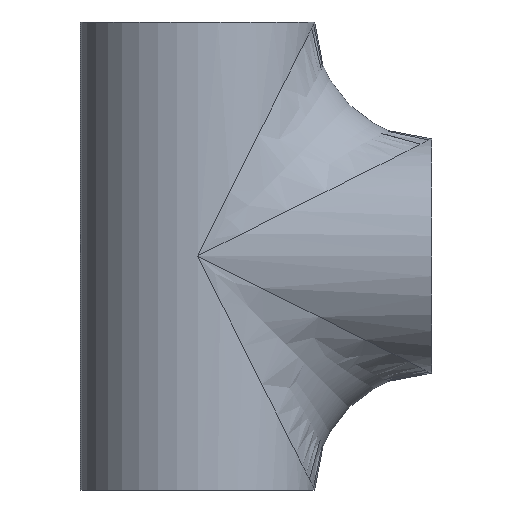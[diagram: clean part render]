
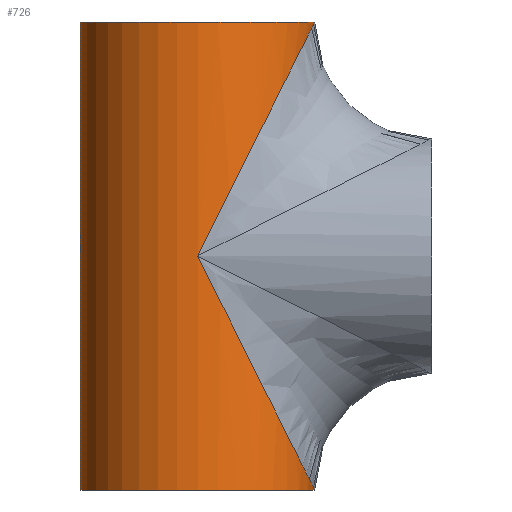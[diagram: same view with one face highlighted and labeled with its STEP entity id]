
A CAD part, front view. The second image highlights one B-rep face of the part: STEP entity #726.
In plain terms, the highlighted cylindrical face has radius 38.05 mm (diameter 76.1 mm), a partial arc.
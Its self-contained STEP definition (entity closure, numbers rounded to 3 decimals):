
#18 = CARTESIAN_POINT ( 'NONE',  ( 38.05, 0., 76. ) ) ;
#22 = AXIS2_PLACEMENT_3D ( 'NONE', #234, #946, #1046 ) ;
#46 = VERTEX_POINT ( 'NONE', #891 ) ;
#69 = CYLINDRICAL_SURFACE ( 'NONE', #622, 38.05 ) ;
#102 = CARTESIAN_POINT ( 'NONE',  ( 0., -38.05, 0. ) ) ;
#107 = ORIENTED_EDGE ( 'NONE', *, *, #1143, .F. ) ;
#123 = ORIENTED_EDGE ( 'NONE', *, *, #409, .T. ) ;
#139 = ORIENTED_EDGE ( 'NONE', *, *, #1112, .T. ) ;
#161 = CARTESIAN_POINT ( 'NONE',  ( 38.05, -22.289, -76. ) ) ;
#234 = CARTESIAN_POINT ( 'NONE',  ( 0., 0., 76. ) ) ;
#276 =( BOUNDED_CURVE ( )  B_SPLINE_CURVE ( 3, ( #102, #1148, #347, #699 ),
 .UNSPECIFIED., .F., .F. ) 
 B_SPLINE_CURVE_WITH_KNOTS ( ( 4, 4 ),
 ( 1.571, 3.142 ),
 .UNSPECIFIED. ) 
 CURVE ( )  GEOMETRIC_REPRESENTATION_ITEM ( )  RATIONAL_B_SPLINE_CURVE ( ( 1., 0.805, 0.805, 1. ) ) 
 REPRESENTATION_ITEM ( '' )  );
#295 = VERTEX_POINT ( 'NONE', #1073 ) ;
#347 = CARTESIAN_POINT ( 'NONE',  ( 38.05, -22.289, 76. ) ) ;
#375 = VERTEX_POINT ( 'NONE', #1165 ) ;
#401 = EDGE_CURVE ( 'NONE', #935, #295, #790, .T. ) ;
#406 = LINE ( 'NONE', #1036, #1095 ) ;
#409 = EDGE_CURVE ( 'NONE', #375, #481, #276, .T. ) ;
#415 = CARTESIAN_POINT ( 'NONE',  ( 22.289, -38.05, -44.52 ) ) ;
#421 = CARTESIAN_POINT ( 'NONE',  ( 0., 0., 76. ) ) ;
#476 = EDGE_LOOP ( 'NONE', ( #107, #139, #909, #670, #123 ) ) ;
#481 = VERTEX_POINT ( 'NONE', #18 ) ;
#525 = CIRCLE ( 'NONE', #22, 38.05 ) ;
#549 = CARTESIAN_POINT ( 'NONE',  ( 0., 0., -76. ) ) ;
#604 = EDGE_CURVE ( 'NONE', #295, #375, #1000, .T. ) ;
#609 = CARTESIAN_POINT ( 'NONE',  ( 0., -38.05, 0. ) ) ;
#622 = AXIS2_PLACEMENT_3D ( 'NONE', #421, #1139, #689 ) ;
#670 = ORIENTED_EDGE ( 'NONE', *, *, #604, .T. ) ;
#689 = DIRECTION ( 'NONE',  ( -1., 0., 0. ) ) ;
#699 = CARTESIAN_POINT ( 'NONE',  ( 38.05, 0., 76. ) ) ;
#717 = DIRECTION ( 'NONE',  ( 0., 0., 1. ) ) ;
#726 = ADVANCED_FACE ( 'NONE', ( #879 ), #69, .T. ) ;
#790 = CIRCLE ( 'NONE', #930, 38.05 ) ;
#862 = DIRECTION ( 'NONE',  ( 0., 0., -1. ) ) ;
#866 = CARTESIAN_POINT ( 'NONE',  ( 38.05, 0., -76. ) ) ;
#879 = FACE_OUTER_BOUND ( 'NONE', #476, .T. ) ;
#891 = CARTESIAN_POINT ( 'NONE',  ( -38.05, 0., 76. ) ) ;
#895 = CARTESIAN_POINT ( 'NONE',  ( -38.05, 0., -76. ) ) ;
#909 = ORIENTED_EDGE ( 'NONE', *, *, #401, .T. ) ;
#930 = AXIS2_PLACEMENT_3D ( 'NONE', #549, #717, #1085 ) ;
#935 = VERTEX_POINT ( 'NONE', #895 ) ;
#946 = DIRECTION ( 'NONE',  ( 0., 0., 1. ) ) ;
#1000 =( BOUNDED_CURVE ( )  B_SPLINE_CURVE ( 3, ( #866, #161, #415, #609 ),
 .UNSPECIFIED., .F., .T. ) 
 B_SPLINE_CURVE_WITH_KNOTS ( ( 4, 4 ),
 ( 3.142, 4.712 ),
 .UNSPECIFIED. ) 
 CURVE ( )  GEOMETRIC_REPRESENTATION_ITEM ( )  RATIONAL_B_SPLINE_CURVE ( ( 1., 0.805, 0.805, 1. ) ) 
 REPRESENTATION_ITEM ( '' )  );
#1036 = CARTESIAN_POINT ( 'NONE',  ( -38.05, 0., 76. ) ) ;
#1046 = DIRECTION ( 'NONE',  ( 1., 0., 0. ) ) ;
#1073 = CARTESIAN_POINT ( 'NONE',  ( 38.05, 0., -76. ) ) ;
#1085 = DIRECTION ( 'NONE',  ( 1., 0., 0. ) ) ;
#1095 = VECTOR ( 'NONE', #862, 1000. ) ;
#1112 = EDGE_CURVE ( 'NONE', #46, #935, #406, .T. ) ;
#1139 = DIRECTION ( 'NONE',  ( 0., 0., -1. ) ) ;
#1143 = EDGE_CURVE ( 'NONE', #46, #481, #525, .T. ) ;
#1148 = CARTESIAN_POINT ( 'NONE',  ( 22.289, -38.05, 44.52 ) ) ;
#1165 = CARTESIAN_POINT ( 'NONE',  ( 0., -38.05, 0. ) ) ;
